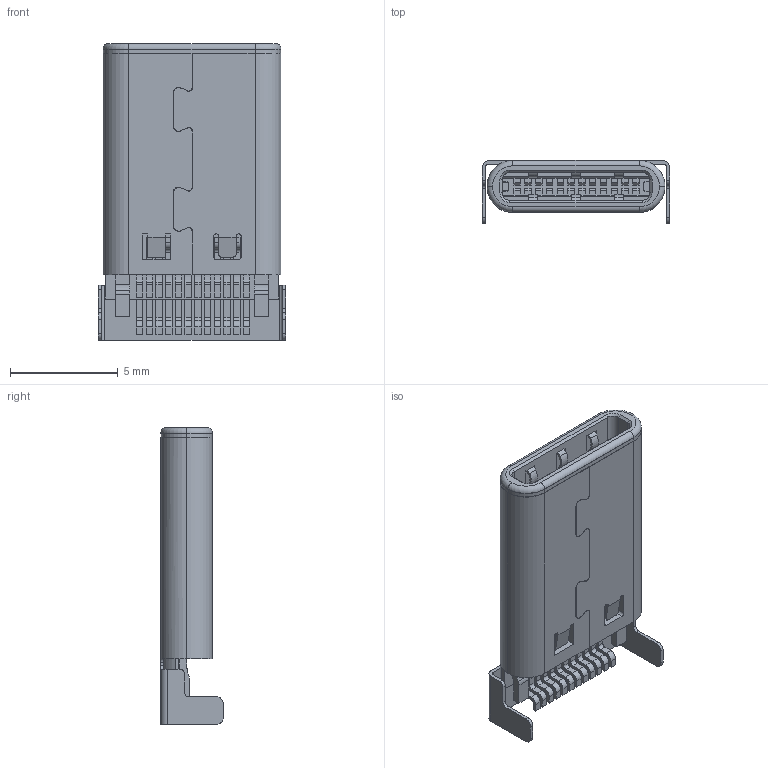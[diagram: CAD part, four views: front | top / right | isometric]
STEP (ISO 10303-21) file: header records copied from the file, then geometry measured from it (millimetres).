
FILE_DESCRIPTION(('STEP AP214'),'1');
FILE_NAME('ausb1-dmn-htr1.stp','2018-10-29T00:03:44',('TraceParts'),('TraceParts S.A.'),'Spatial InterOp 3D',' ',' ');
FILE_SCHEMA(('AUTOMOTIVE_DESIGN { 1 0 10303 214 1 1 1 1 }'));
Length unit declared in the file: millimetre
Products named in the file (1): ausb1-dmn-htr1_1
Bounding box: 8.7 x 2.9 x 13.75 mm (x, y, z)
Volume: 133.3 mm3; surface area: 629 mm2
Topology: 11 solids, 11 shells, 1070 faces, 2940 edges, 1930 vertices
Faces by surface type: plane 806, cylinder 256, torus 4, cone 4
Entity records: 33762 total; most frequent: CARTESIAN_POINT 5969, ORIENTED_EDGE 5880, DIRECTION 5643, EDGE_CURVE 2940, LINE 2387, VECTOR 2387, VERTEX_POINT 1930, AXIS2_PLACEMENT_3D 1628
